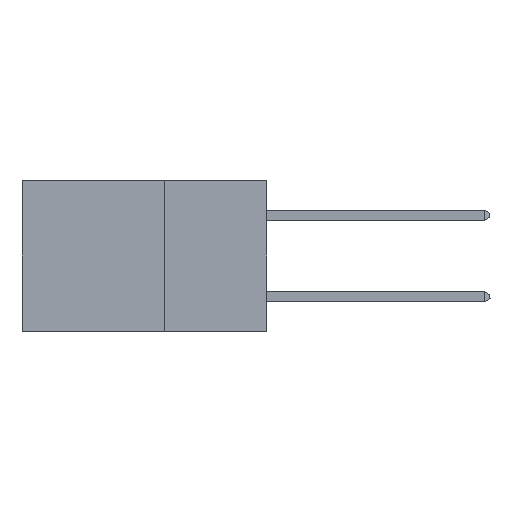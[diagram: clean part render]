
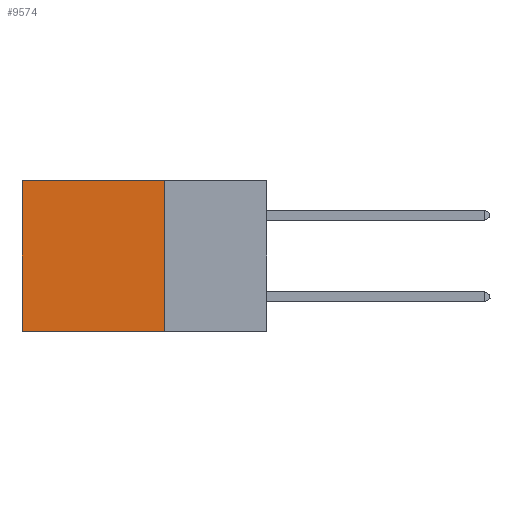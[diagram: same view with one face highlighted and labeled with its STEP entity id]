
A CAD part, left-side view. The second image highlights one B-rep face of the part: STEP entity #9574.
In plain terms, the highlighted planar face has unit normal (-1, 0, 0).
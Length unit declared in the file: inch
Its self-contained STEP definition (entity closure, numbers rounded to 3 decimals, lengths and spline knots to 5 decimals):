
#2840 = EDGE_CURVE ( 'NONE', #21544, #16762, #38807, .T. ) ;
#4528 = DIRECTION ( 'NONE',  ( 1., 0., 0. ) ) ;
#4759 = LINE ( 'NONE', #40272, #24722 ) ;
#4822 = CARTESIAN_POINT ( 'NONE',  ( 0.2875, 0.6, -0.37 ) ) ;
#8075 = EDGE_LOOP ( 'NONE', ( #29183, #31806, #8654, #14429 ) ) ;
#8654 = ORIENTED_EDGE ( 'NONE', *, *, #2840, .F. ) ;
#9574 = ADVANCED_FACE ( 'NONE', ( #40270 ), #37456, .F. ) ;
#12289 = CARTESIAN_POINT ( 'NONE',  ( 0.2875, 0.25, 0. ) ) ;
#12716 = DIRECTION ( 'NONE',  ( 0., 1., 0. ) ) ;
#14429 = ORIENTED_EDGE ( 'NONE', *, *, #16856, .T. ) ;
#14739 = VECTOR ( 'NONE', #28453, 39.37008 ) ;
#15086 = CARTESIAN_POINT ( 'NONE',  ( 0.2875, 0.6, 0. ) ) ;
#15338 = DIRECTION ( 'NONE',  ( 0., 0., -1. ) ) ;
#15807 = DIRECTION ( 'NONE',  ( 0., 0., -1. ) ) ;
#16391 = VECTOR ( 'NONE', #12716, 39.37008 ) ;
#16762 = VERTEX_POINT ( 'NONE', #44557 ) ;
#16819 = LINE ( 'NONE', #42206, #20905 ) ;
#16856 = EDGE_CURVE ( 'NONE', #21544, #40945, #16819, .T. ) ;
#19776 = LINE ( 'NONE', #30124, #16391 ) ;
#20592 = DIRECTION ( 'NONE',  ( 0., 1., 0. ) ) ;
#20905 = VECTOR ( 'NONE', #20592, 39.37008 ) ;
#21544 = VERTEX_POINT ( 'NONE', #41060 ) ;
#24722 = VECTOR ( 'NONE', #15807, 39.37008 ) ;
#25597 = EDGE_CURVE ( 'NONE', #16762, #29122, #19776, .T. ) ;
#28228 = EDGE_CURVE ( 'NONE', #40945, #29122, #4759, .T. ) ;
#28453 = DIRECTION ( 'NONE',  ( 0., 0., -1. ) ) ;
#29122 = VERTEX_POINT ( 'NONE', #4822 ) ;
#29183 = ORIENTED_EDGE ( 'NONE', *, *, #28228, .T. ) ;
#29465 = AXIS2_PLACEMENT_3D ( 'NONE', #12289, #4528, #15338 ) ;
#30124 = CARTESIAN_POINT ( 'NONE',  ( 0.2875, 0.25, -0.37 ) ) ;
#31806 = ORIENTED_EDGE ( 'NONE', *, *, #25597, .F. ) ;
#37456 = PLANE ( 'NONE',  #29465 ) ;
#38807 = LINE ( 'NONE', #42319, #14739 ) ;
#40270 = FACE_OUTER_BOUND ( 'NONE', #8075, .T. ) ;
#40272 = CARTESIAN_POINT ( 'NONE',  ( 0.2875, 0.6, 0. ) ) ;
#40945 = VERTEX_POINT ( 'NONE', #15086 ) ;
#41060 = CARTESIAN_POINT ( 'NONE',  ( 0.2875, 0.25, 0. ) ) ;
#42206 = CARTESIAN_POINT ( 'NONE',  ( 0.2875, 0.25, 0. ) ) ;
#42319 = CARTESIAN_POINT ( 'NONE',  ( 0.2875, 0.25, 0. ) ) ;
#44557 = CARTESIAN_POINT ( 'NONE',  ( 0.2875, 0.25, -0.37 ) ) ;
